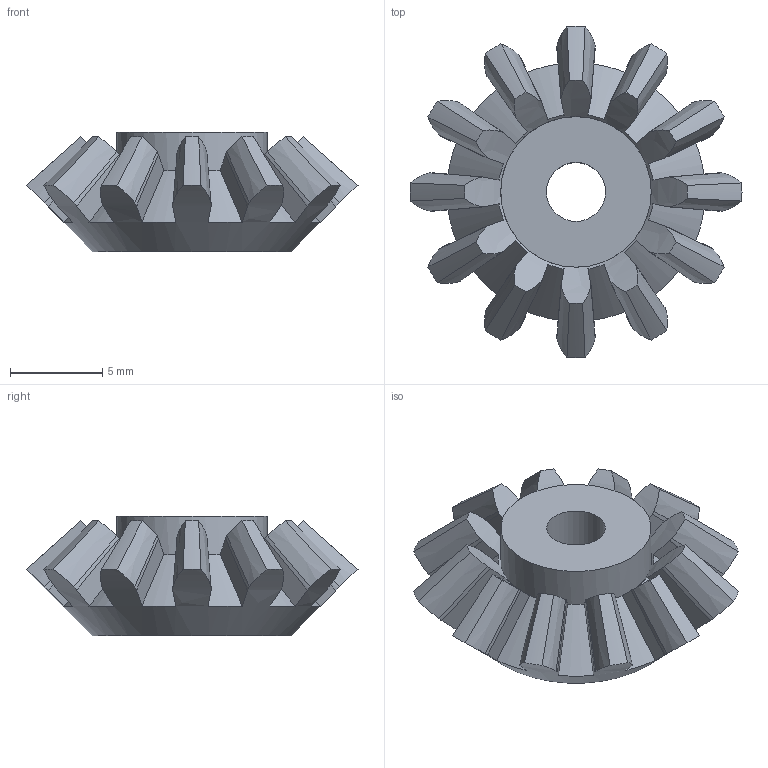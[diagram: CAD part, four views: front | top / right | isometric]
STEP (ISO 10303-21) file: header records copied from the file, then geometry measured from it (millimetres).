
FILE_DESCRIPTION(/* description */ ('STEP AP242','CAx-IF Rec.Pracs.---Representation and Presentation of Product Manufacturing Information (PMI)---4.0---2014-10-13','CAx-IF Rec.Pracs.---3D Tessellated Geometry---0.4---2014-09-14','2;1'),/* implementation_level */ '2;1');
FILE_NAME(/* name */ '65948790be34dc4e93d658c8',/* time_stamp */ '2024-01-02T22:00:49Z',/* author */ (''),/* organization */ (''),/* preprocessor_version */ 'ST-DEVELOPER v19.4',/* originating_system */ ' ',/* authorisation */ ' ');
FILE_SCHEMA (('AP242_MANAGED_MODEL_BASED_3D_ENGINEERING_MIM_LF { 1 0 10303 442 1 1 4 }'));
Length unit declared in the file: metre
Products named in the file (1): bevel_gear-1
Bounding box: 18.03 x 18.03 x 6.51 mm (x, y, z)
Volume: 741.3 mm3; surface area: 826.1 mm2
Topology: 1 solids, 1 shells, 102 faces, 311 edges, 211 vertices
Faces by surface type: cone 74, plane 26, cylinder 2
Full cylindrical faces by diameter (mm): 3.2 x1, 8.171 x1
Entity records: 3644 total; most frequent: CARTESIAN_POINT 1061, ORIENTED_EDGE 610, DIRECTION 480, EDGE_CURVE 305, AXIS2_PLACEMENT_3D 228, VERTEX_POINT 209, B_SPLINE_CURVE_WITH_KNOTS 132, CIRCLE 125
